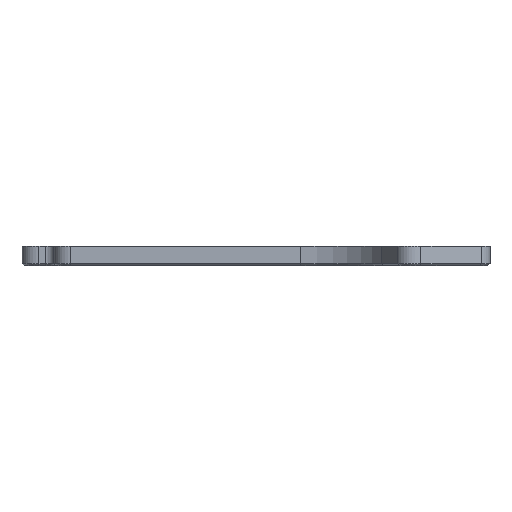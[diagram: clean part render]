
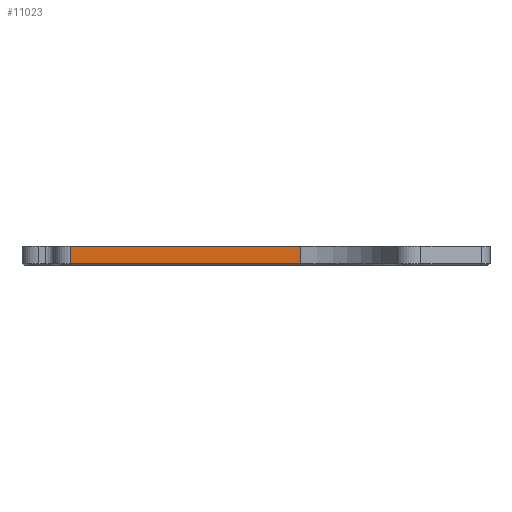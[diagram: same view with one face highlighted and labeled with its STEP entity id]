
A CAD part, left-side view. The second image highlights one B-rep face of the part: STEP entity #11023.
In plain terms, the highlighted face is planar.
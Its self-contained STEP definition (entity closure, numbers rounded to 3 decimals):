
#1422=FACE_OUTER_BOUND('',#2164,.T.);
#2164=EDGE_LOOP('',(#9588,#9589,#9590,#9591));
#3259=LINE('',#18381,#4368);
#3283=LINE('',#18445,#4392);
#3284=LINE('',#18448,#4393);
#3285=LINE('',#18449,#4394);
#4368=VECTOR('',#15090,10.);
#4392=VECTOR('',#15162,10.);
#4393=VECTOR('',#15165,10.);
#4394=VECTOR('',#15166,10.);
#5353=VERTEX_POINT('',#18375);
#5354=VERTEX_POINT('',#18379);
#5370=VERTEX_POINT('',#18443);
#5371=VERTEX_POINT('',#18447);
#6829=EDGE_CURVE('',#5354,#5353,#3259,.T.);
#6861=EDGE_CURVE('',#5353,#5370,#3283,.T.);
#6862=EDGE_CURVE('',#5370,#5371,#3284,.T.);
#6863=EDGE_CURVE('',#5354,#5371,#3285,.T.);
#9588=ORIENTED_EDGE('',*,*,#6829,.T.);
#9589=ORIENTED_EDGE('',*,*,#6861,.T.);
#9590=ORIENTED_EDGE('',*,*,#6862,.T.);
#9591=ORIENTED_EDGE('',*,*,#6863,.F.);
#10430=PLANE('',#12111);
#11023=ADVANCED_FACE('',(#1422),#10430,.F.);
#12111=AXIS2_PLACEMENT_3D('',#18446,#15163,#15164);
#15090=DIRECTION('',(0.,-1.,0.));
#15162=DIRECTION('',(0.,0.,-1.));
#15163=DIRECTION('center_axis',(-1.,0.,0.));
#15164=DIRECTION('ref_axis',(0.,1.,0.));
#15165=DIRECTION('',(0.,1.,0.));
#15166=DIRECTION('',(0.,0.,-1.));
#18375=CARTESIAN_POINT('',(132.689,41.756,-0.5));
#18379=CARTESIAN_POINT('',(132.689,95.976,-0.5));
#18381=CARTESIAN_POINT('',(132.689,47.038,-0.5));
#18443=CARTESIAN_POINT('',(132.689,41.756,-4.6));
#18445=CARTESIAN_POINT('',(132.689,41.756,0.));
#18446=CARTESIAN_POINT('Origin',(132.689,41.756,0.));
#18447=CARTESIAN_POINT('',(132.689,95.976,-4.6));
#18448=CARTESIAN_POINT('',(132.689,41.454,-4.6));
#18449=CARTESIAN_POINT('',(132.689,95.976,0.));
